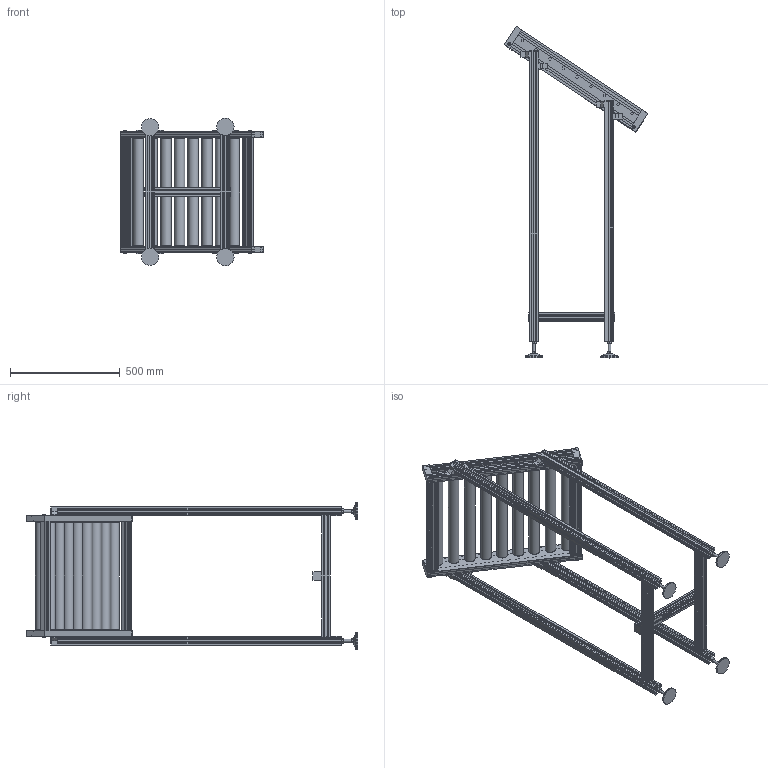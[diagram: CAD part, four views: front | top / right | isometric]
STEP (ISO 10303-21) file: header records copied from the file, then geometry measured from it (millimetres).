
FILE_DESCRIPTION(/* description */ ('RBS-P Gravity Roller Conveyor'),/* implementation_level */ '2;1');
FILE_NAME(/* name */ 'export.stp',/* time_stamp */ '2023-04-08T17:48:06+00:00',/* author */ ('wpeters'),/* organization */ (''),/* preprocessor_version */ 'ST-DEVELOPER v18.1',/* originating_system */ 'Autodesk Inventor 2022',/* authorisation */ '');
FILE_SCHEMA (('AUTOMOTIVE_DESIGN { 1 0 10303 214 3 1 1 }'));
Length unit declared in the file: millimetre
Products named in the file (5): RBS-P; RBS-P 2066 Frame; RBS-P 2066 Stand; RBS-P Roller; RBS-P Roller_1
Assembly tree (12 placements, depth 3):
  RBS-P
    RBS-P 2066 Frame
    RBS-P 2066 Stand
    RBS-P Roller
      RBS-P Roller_1  x9
Bounding box: 655.47 x 1513.2 x 673.62 mm (x, y, z)
Volume: 15725516 mm3; surface area: 4310680.2 mm2
Topology: 38 solids, 38 shells, 1129 faces, 3053 edges, 1990 vertices
Faces by surface type: plane 984, cylinder 79, torus 62, cone 4
Full cylindrical faces by diameter (mm): 12 x4, 13.6 x4, 28.55 x18, 48.26 x9, 79 x4
Entity records: 30602 total; most frequent: CARTESIAN_POINT 5421, ORIENTED_EDGE 5386, DIRECTION 4809, EDGE_CURVE 2693, LINE 2533, VECTOR 2533, VERTEX_POINT 1750, AXIS2_PLACEMENT_3D 1138
